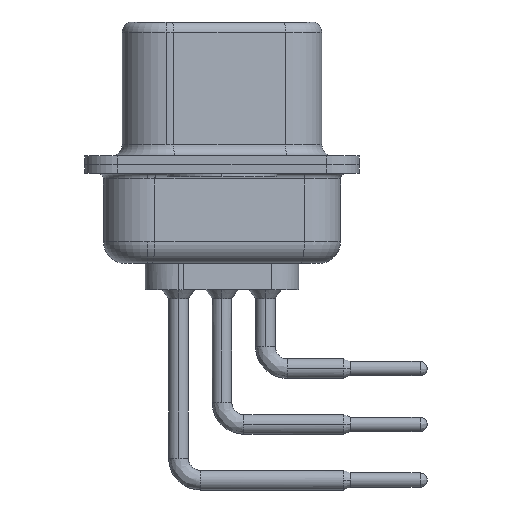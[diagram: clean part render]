
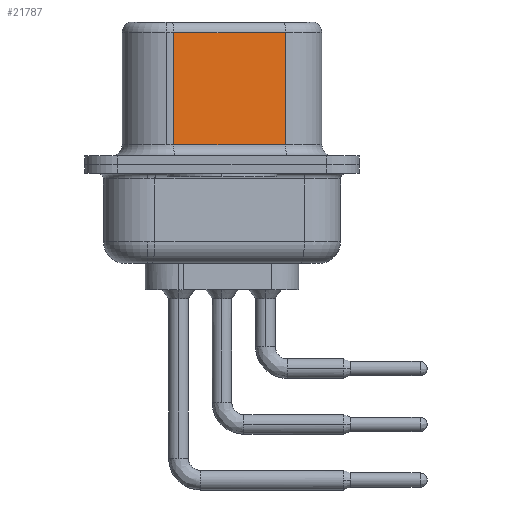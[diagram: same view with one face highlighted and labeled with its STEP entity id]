
A CAD part, left-side view. The second image highlights one B-rep face of the part: STEP entity #21787.
In plain terms, the highlighted planar face has unit normal (-0.985, -0.174, 0).
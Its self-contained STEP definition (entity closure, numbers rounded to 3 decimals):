
#204 = CARTESIAN_POINT ( 'NONE',  ( 4.58, -2.897, 0.9 ) ) ;
#1142 = CARTESIAN_POINT ( 'NONE',  ( 4.58, -2.897, 6.02 ) ) ;
#1146 = ORIENTED_EDGE ( 'NONE', *, *, #13932, .T. ) ;
#1207 = VERTEX_POINT ( 'NONE', #20284 ) ;
#2177 = DIRECTION ( 'NONE',  ( 0., 0., -1. ) ) ;
#3025 = PLANE ( 'NONE',  #20662 ) ;
#3545 = CARTESIAN_POINT ( 'NONE',  ( 3.68, 2.203, 6.02 ) ) ;
#4071 = CARTESIAN_POINT ( 'NONE',  ( 4.58, -2.897, 6.52 ) ) ;
#5823 = DIRECTION ( 'NONE',  ( 0., 0., -1. ) ) ;
#6350 = DIRECTION ( 'NONE',  ( -0.174, 0.985, 0. ) ) ;
#6406 = LINE ( 'NONE', #204, #15673 ) ;
#7817 = FACE_OUTER_BOUND ( 'NONE', #22065, .T. ) ;
#8300 = DIRECTION ( 'NONE',  ( -0.174, 0.985, 0. ) ) ;
#10635 = LINE ( 'NONE', #14369, #15271 ) ;
#12404 = DIRECTION ( 'NONE',  ( 0.174, -0.985, 0. ) ) ;
#13932 = EDGE_CURVE ( 'NONE', #17813, #1207, #10635, .T. ) ;
#14369 = CARTESIAN_POINT ( 'NONE',  ( 3.68, 2.203, 6.52 ) ) ;
#15271 = VECTOR ( 'NONE', #2177, 1000. ) ;
#15426 = ORIENTED_EDGE ( 'NONE', *, *, #17989, .F. ) ;
#15673 = VECTOR ( 'NONE', #12404, 1000. ) ;
#16200 = VECTOR ( 'NONE', #6350, 1000. ) ;
#16741 = LINE ( 'NONE', #1142, #16200 ) ;
#16755 = EDGE_CURVE ( 'NONE', #19482, #17813, #16741, .T. ) ;
#16901 = CARTESIAN_POINT ( 'NONE',  ( 4.58, -2.897, 6.52 ) ) ;
#16934 = VERTEX_POINT ( 'NONE', #19360 ) ;
#16936 = VECTOR ( 'NONE', #5823, 1000. ) ;
#17813 = VERTEX_POINT ( 'NONE', #3545 ) ;
#17989 = EDGE_CURVE ( 'NONE', #19482, #16934, #21572, .T. ) ;
#18731 = DIRECTION ( 'NONE',  ( 0.985, 0.174, 0. ) ) ;
#19360 = CARTESIAN_POINT ( 'NONE',  ( 4.58, -2.897, 0.9 ) ) ;
#19482 = VERTEX_POINT ( 'NONE', #22217 ) ;
#20284 = CARTESIAN_POINT ( 'NONE',  ( 3.68, 2.203, 0.9 ) ) ;
#20662 = AXIS2_PLACEMENT_3D ( 'NONE', #16901, #18731, #8300 ) ;
#21265 = ORIENTED_EDGE ( 'NONE', *, *, #22515, .T. ) ;
#21572 = LINE ( 'NONE', #4071, #16936 ) ;
#21787 = ADVANCED_FACE ( 'NONE', ( #7817 ), #3025, .F. ) ;
#21791 = ORIENTED_EDGE ( 'NONE', *, *, #16755, .T. ) ;
#22065 = EDGE_LOOP ( 'NONE', ( #15426, #21791, #1146, #21265 ) ) ;
#22217 = CARTESIAN_POINT ( 'NONE',  ( 4.58, -2.897, 6.02 ) ) ;
#22515 = EDGE_CURVE ( 'NONE', #1207, #16934, #6406, .T. ) ;
